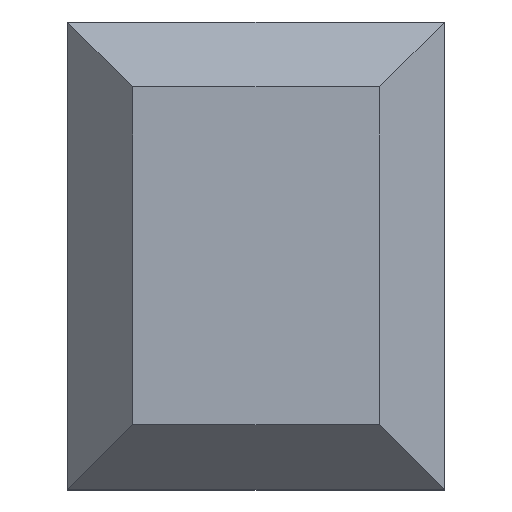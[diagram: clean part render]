
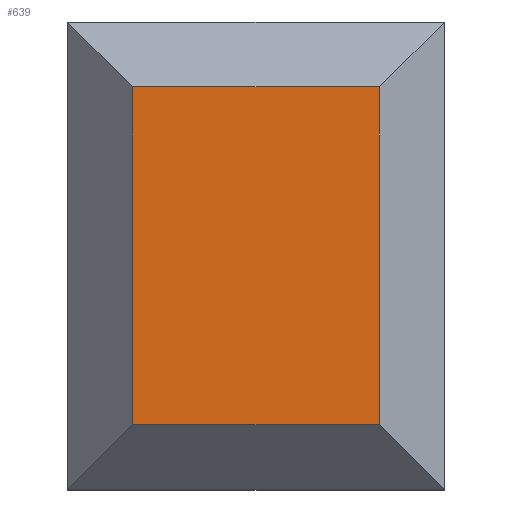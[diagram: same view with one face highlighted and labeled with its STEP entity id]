
A CAD part, top view. The second image highlights one B-rep face of the part: STEP entity #639.
In plain terms, the highlighted planar face has unit normal (0, 0, 1).
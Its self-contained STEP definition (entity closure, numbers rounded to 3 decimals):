
#600=CARTESIAN_POINT('',(-500.,-160.,41.3));
#601=DIRECTION('',(0.,0.,1.));
#602=DIRECTION('',(1.,0.,0.));
#603=AXIS2_PLACEMENT_3D('',#600,#601,#602);
#604=PLANE('',#603);
#605=CARTESIAN_POINT('',(-862.,288.,41.3));
#606=VERTEX_POINT('',#605);
#607=CARTESIAN_POINT('',(-862.,236.,41.3));
#608=VERTEX_POINT('',#607);
#609=CARTESIAN_POINT('',(-862.,288.,41.3));
#610=DIRECTION('',(0.,-1.,0.));
#611=VECTOR('',#610,52.);
#612=LINE('',#609,#611);
#613=EDGE_CURVE('',#606,#608,#612,.T.);
#614=ORIENTED_EDGE('',*,*,#613,.T.);
#615=CARTESIAN_POINT('',(-824.,236.,41.3));
#616=VERTEX_POINT('',#615);
#617=CARTESIAN_POINT('',(-862.,236.,41.3));
#618=DIRECTION('',(1.,0.,-0.));
#619=VECTOR('',#618,38.);
#620=LINE('',#617,#619);
#621=EDGE_CURVE('',#608,#616,#620,.T.);
#622=ORIENTED_EDGE('',*,*,#621,.T.);
#623=CARTESIAN_POINT('',(-824.,288.,41.3));
#624=VERTEX_POINT('',#623);
#625=CARTESIAN_POINT('',(-824.,236.,41.3));
#626=DIRECTION('',(-0.,1.,0.));
#627=VECTOR('',#626,52.);
#628=LINE('',#625,#627);
#629=EDGE_CURVE('',#616,#624,#628,.T.);
#630=ORIENTED_EDGE('',*,*,#629,.T.);
#631=CARTESIAN_POINT('',(-824.,288.,41.3));
#632=DIRECTION('',(-1.,0.,0.));
#633=VECTOR('',#632,38.);
#634=LINE('',#631,#633);
#635=EDGE_CURVE('',#624,#606,#634,.T.);
#636=ORIENTED_EDGE('',*,*,#635,.T.);
#637=EDGE_LOOP('',(#614,#622,#630,#636));
#638=FACE_BOUND('',#637,.T.);
#639=ADVANCED_FACE('',(#638),#604,.T.);
